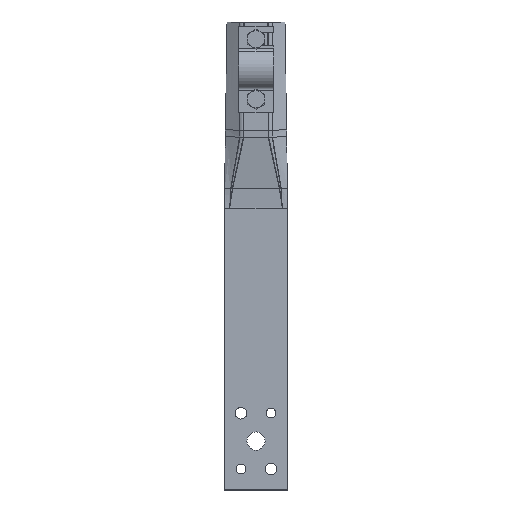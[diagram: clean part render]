
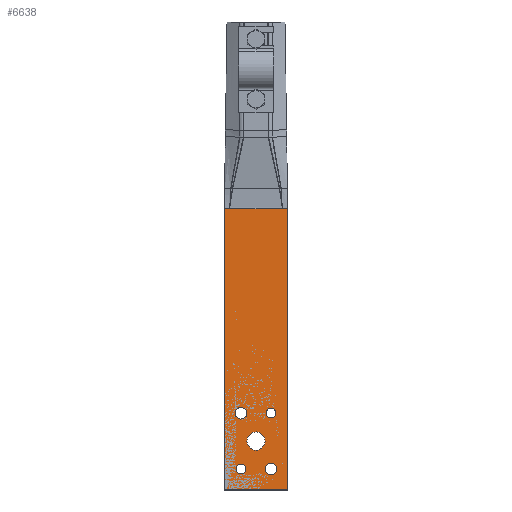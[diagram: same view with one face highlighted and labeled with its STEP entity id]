
A CAD part, top view. The second image highlights one B-rep face of the part: STEP entity #6638.
In plain terms, the highlighted face is planar.
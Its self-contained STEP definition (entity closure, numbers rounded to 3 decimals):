
#1 = DIRECTION ( 'NONE',  ( 0., 1., 0. ) ) ;
#55 = AXIS2_PLACEMENT_3D ( 'NONE', #12568, #3163, #5004 ) ;
#140 = VERTEX_POINT ( 'NONE', #3604 ) ;
#310 = EDGE_CURVE ( 'NONE', #9960, #9089, #7035, .T. ) ;
#312 = EDGE_LOOP ( 'NONE', ( #2123, #11507 ) ) ;
#448 = AXIS2_PLACEMENT_3D ( 'NONE', #13370, #1, #4157 ) ;
#453 = ORIENTED_EDGE ( 'NONE', *, *, #11711, .F. ) ;
#457 = EDGE_CURVE ( 'NONE', #2164, #140, #2209, .T. ) ;
#788 = DIRECTION ( 'NONE',  ( 0., 0., 1. ) ) ;
#827 = VERTEX_POINT ( 'NONE', #4654 ) ;
#912 = VERTEX_POINT ( 'NONE', #3017 ) ;
#1129 = LINE ( 'NONE', #3320, #4479 ) ;
#1145 = DIRECTION ( 'NONE',  ( 0., 0., 1. ) ) ;
#1309 = VERTEX_POINT ( 'NONE', #1433 ) ;
#1345 = EDGE_CURVE ( 'NONE', #827, #1309, #10955, .T. ) ;
#1433 = CARTESIAN_POINT ( 'NONE',  ( 35.8, 2., -4.25 ) ) ;
#1530 = ORIENTED_EDGE ( 'NONE', *, *, #5111, .T. ) ;
#1538 = FACE_BOUND ( 'NONE', #9264, .T. ) ;
#1875 = DIRECTION ( 'NONE',  ( -1., 0., 0. ) ) ;
#2069 = CARTESIAN_POINT ( 'NONE',  ( 131., 2., 12.25 ) ) ;
#2123 = ORIENTED_EDGE ( 'NONE', *, *, #8203, .F. ) ;
#2164 = VERTEX_POINT ( 'NONE', #9823 ) ;
#2209 = CIRCLE ( 'NONE', #10100, 2.75 ) ;
#2252 = CARTESIAN_POINT ( 'NONE',  ( 0., 2., 14.75 ) ) ;
#2291 = AXIS2_PLACEMENT_3D ( 'NONE', #11207, #13337, #7786 ) ;
#2469 = LINE ( 'NONE', #12832, #11784 ) ;
#2838 = FACE_OUTER_BOUND ( 'NONE', #11115, .T. ) ;
#2865 = ORIENTED_EDGE ( 'NONE', *, *, #9055, .F. ) ;
#2956 = ORIENTED_EDGE ( 'NONE', *, *, #9956, .F. ) ;
#3004 = CARTESIAN_POINT ( 'NONE',  ( 22.8, 2., 0. ) ) ;
#3017 = CARTESIAN_POINT ( 'NONE',  ( 9.8, 2., -4.75 ) ) ;
#3081 = EDGE_CURVE ( 'NONE', #5239, #7877, #6945, .T. ) ;
#3163 = DIRECTION ( 'NONE',  ( 0., 1., 0. ) ) ;
#3203 = CARTESIAN_POINT ( 'NONE',  ( 131., 2., -12.25 ) ) ;
#3320 = CARTESIAN_POINT ( 'NONE',  ( 0., 2., 14.75 ) ) ;
#3446 = CARTESIAN_POINT ( 'NONE',  ( 131., 2., -14.75 ) ) ;
#3564 = CARTESIAN_POINT ( 'NONE',  ( 22.8, 2., -4.25 ) ) ;
#3596 = DIRECTION ( 'NONE',  ( 0., 1., 0. ) ) ;
#3604 = CARTESIAN_POINT ( 'NONE',  ( 9.8, 2., 4.25 ) ) ;
#4130 = CARTESIAN_POINT ( 'NONE',  ( 35.8, 2., 7. ) ) ;
#4157 = DIRECTION ( 'NONE',  ( 0., 0., 1. ) ) ;
#4463 = DIRECTION ( 'NONE',  ( 0., 0., 1. ) ) ;
#4479 = VECTOR ( 'NONE', #7716, 1000. ) ;
#4564 = EDGE_LOOP ( 'NONE', ( #453, #9897 ) ) ;
#4573 = CARTESIAN_POINT ( 'NONE',  ( 22.8, 2., 0. ) ) ;
#4590 = ORIENTED_EDGE ( 'NONE', *, *, #6583, .T. ) ;
#4654 = CARTESIAN_POINT ( 'NONE',  ( 35.8, 2., -9.75 ) ) ;
#4739 = LINE ( 'NONE', #10928, #13042 ) ;
#4805 = FACE_BOUND ( 'NONE', #4564, .T. ) ;
#4901 = CIRCLE ( 'NONE', #12597, 2.25 ) ;
#4945 = FACE_BOUND ( 'NONE', #312, .T. ) ;
#4978 = ORIENTED_EDGE ( 'NONE', *, *, #310, .F. ) ;
#5004 = DIRECTION ( 'NONE',  ( 0., 0., 1. ) ) ;
#5006 = AXIS2_PLACEMENT_3D ( 'NONE', #10439, #12505, #12575 ) ;
#5063 = VERTEX_POINT ( 'NONE', #2252 ) ;
#5111 = EDGE_CURVE ( 'NONE', #5569, #10806, #2469, .T. ) ;
#5179 = AXIS2_PLACEMENT_3D ( 'NONE', #4573, #7678, #11860 ) ;
#5239 = VERTEX_POINT ( 'NONE', #3564 ) ;
#5543 = ORIENTED_EDGE ( 'NONE', *, *, #11694, .T. ) ;
#5569 = VERTEX_POINT ( 'NONE', #9792 ) ;
#5584 = ORIENTED_EDGE ( 'NONE', *, *, #8933, .T. ) ;
#5671 = VECTOR ( 'NONE', #9509, 1000. ) ;
#5724 = CIRCLE ( 'NONE', #12747, 2.25 ) ;
#5765 = VERTEX_POINT ( 'NONE', #2069 ) ;
#5939 = ORIENTED_EDGE ( 'NONE', *, *, #9482, .T. ) ;
#6030 = EDGE_CURVE ( 'NONE', #11639, #912, #5724, .T. ) ;
#6077 = DIRECTION ( 'NONE',  ( 0., 0., 1. ) ) ;
#6237 = VECTOR ( 'NONE', #8152, 1000. ) ;
#6583 = EDGE_CURVE ( 'NONE', #5063, #6886, #4739, .T. ) ;
#6638 = ADVANCED_FACE ( 'NONE', ( #4805, #1538, #4945, #11133, #10102, #2838 ), #7011, .F. ) ;
#6730 = DIRECTION ( 'NONE',  ( 0., 0., 1. ) ) ;
#6763 = CARTESIAN_POINT ( 'NONE',  ( 22.8, 2., 4.25 ) ) ;
#6831 = VECTOR ( 'NONE', #1875, 1000. ) ;
#6886 = VERTEX_POINT ( 'NONE', #8470 ) ;
#6945 = CIRCLE ( 'NONE', #5179, 4.25 ) ;
#6955 = LINE ( 'NONE', #10247, #6831 ) ;
#7011 = PLANE ( 'NONE',  #2291 ) ;
#7035 = CIRCLE ( 'NONE', #12306, 2.25 ) ;
#7042 = CARTESIAN_POINT ( 'NONE',  ( 131., 2., 14.75 ) ) ;
#7315 = DIRECTION ( 'NONE',  ( 0., 1., 0. ) ) ;
#7344 = CARTESIAN_POINT ( 'NONE',  ( 35.8, 2., 9.25 ) ) ;
#7425 = CIRCLE ( 'NONE', #5006, 2.25 ) ;
#7678 = DIRECTION ( 'NONE',  ( 0., 1., 0. ) ) ;
#7716 = DIRECTION ( 'NONE',  ( 0., 0., 1. ) ) ;
#7786 = DIRECTION ( 'NONE',  ( 0., 0., -1. ) ) ;
#7788 = CARTESIAN_POINT ( 'NONE',  ( 35.8, 2., 4.75 ) ) ;
#7874 = CARTESIAN_POINT ( 'NONE',  ( 0., 2., -14.75 ) ) ;
#7877 = VERTEX_POINT ( 'NONE', #6763 ) ;
#7878 = CARTESIAN_POINT ( 'NONE',  ( 9.8, 2., -9.25 ) ) ;
#7881 = VERTEX_POINT ( 'NONE', #7874 ) ;
#8057 = DIRECTION ( 'NONE',  ( 1., 0., 0. ) ) ;
#8152 = DIRECTION ( 'NONE',  ( 0., 0., -1. ) ) ;
#8203 = EDGE_CURVE ( 'NONE', #912, #11639, #4901, .T. ) ;
#8408 = LINE ( 'NONE', #7042, #6237 ) ;
#8470 = CARTESIAN_POINT ( 'NONE',  ( 131., 2., 14.75 ) ) ;
#8933 = EDGE_CURVE ( 'NONE', #7881, #5063, #1129, .T. ) ;
#9055 = EDGE_CURVE ( 'NONE', #1309, #827, #9096, .T. ) ;
#9089 = VERTEX_POINT ( 'NONE', #7788 ) ;
#9096 = CIRCLE ( 'NONE', #12606, 2.75 ) ;
#9264 = EDGE_LOOP ( 'NONE', ( #4978, #11813 ) ) ;
#9327 = CIRCLE ( 'NONE', #10626, 4.25 ) ;
#9444 = LINE ( 'NONE', #3203, #5671 ) ;
#9482 = EDGE_CURVE ( 'NONE', #10806, #7881, #6955, .T. ) ;
#9509 = DIRECTION ( 'NONE',  ( 0., 0., 1. ) ) ;
#9564 = DIRECTION ( 'NONE',  ( 0., 1., 0. ) ) ;
#9593 = EDGE_LOOP ( 'NONE', ( #10819, #2956 ) ) ;
#9666 = ORIENTED_EDGE ( 'NONE', *, *, #12988, .F. ) ;
#9792 = CARTESIAN_POINT ( 'NONE',  ( 131., 2., -12.25 ) ) ;
#9823 = CARTESIAN_POINT ( 'NONE',  ( 9.8, 2., 9.75 ) ) ;
#9897 = ORIENTED_EDGE ( 'NONE', *, *, #3081, .F. ) ;
#9909 = DIRECTION ( 'NONE',  ( 0., 0., 1. ) ) ;
#9956 = EDGE_CURVE ( 'NONE', #140, #2164, #11870, .T. ) ;
#9960 = VERTEX_POINT ( 'NONE', #7344 ) ;
#10100 = AXIS2_PLACEMENT_3D ( 'NONE', #12586, #9564, #4463 ) ;
#10102 = FACE_BOUND ( 'NONE', #10944, .T. ) ;
#10176 = DIRECTION ( 'NONE',  ( 0., 1., 0. ) ) ;
#10247 = CARTESIAN_POINT ( 'NONE',  ( 0., 2., -14.75 ) ) ;
#10439 = CARTESIAN_POINT ( 'NONE',  ( 35.8, 2., 7. ) ) ;
#10626 = AXIS2_PLACEMENT_3D ( 'NONE', #3004, #12336, #6077 ) ;
#10683 = DIRECTION ( 'NONE',  ( 0., 0., -1. ) ) ;
#10806 = VERTEX_POINT ( 'NONE', #3446 ) ;
#10819 = ORIENTED_EDGE ( 'NONE', *, *, #457, .F. ) ;
#10928 = CARTESIAN_POINT ( 'NONE',  ( 0., 2., 14.75 ) ) ;
#10944 = EDGE_LOOP ( 'NONE', ( #2865, #10956 ) ) ;
#10955 = CIRCLE ( 'NONE', #448, 2.75 ) ;
#10956 = ORIENTED_EDGE ( 'NONE', *, *, #1345, .F. ) ;
#10988 = CARTESIAN_POINT ( 'NONE',  ( 9.8, 2., -7. ) ) ;
#11115 = EDGE_LOOP ( 'NONE', ( #5543, #9666, #1530, #5939, #5584, #4590 ) ) ;
#11133 = FACE_BOUND ( 'NONE', #9593, .T. ) ;
#11207 = CARTESIAN_POINT ( 'NONE',  ( 0., 2., 0. ) ) ;
#11507 = ORIENTED_EDGE ( 'NONE', *, *, #6030, .F. ) ;
#11639 = VERTEX_POINT ( 'NONE', #7878 ) ;
#11694 = EDGE_CURVE ( 'NONE', #6886, #5765, #8408, .T. ) ;
#11711 = EDGE_CURVE ( 'NONE', #7877, #5239, #9327, .T. ) ;
#11784 = VECTOR ( 'NONE', #10683, 1000. ) ;
#11813 = ORIENTED_EDGE ( 'NONE', *, *, #13553, .F. ) ;
#11860 = DIRECTION ( 'NONE',  ( 0., 0., 1. ) ) ;
#11870 = CIRCLE ( 'NONE', #55, 2.75 ) ;
#12306 = AXIS2_PLACEMENT_3D ( 'NONE', #4130, #10176, #788 ) ;
#12336 = DIRECTION ( 'NONE',  ( 0., 1., 0. ) ) ;
#12505 = DIRECTION ( 'NONE',  ( 0., 1., 0. ) ) ;
#12542 = CARTESIAN_POINT ( 'NONE',  ( 9.8, 2., -7. ) ) ;
#12568 = CARTESIAN_POINT ( 'NONE',  ( 9.8, 2., 7. ) ) ;
#12575 = DIRECTION ( 'NONE',  ( 0., 0., 1. ) ) ;
#12586 = CARTESIAN_POINT ( 'NONE',  ( 9.8, 2., 7. ) ) ;
#12597 = AXIS2_PLACEMENT_3D ( 'NONE', #10988, #13058, #6730 ) ;
#12606 = AXIS2_PLACEMENT_3D ( 'NONE', #12864, #3596, #9909 ) ;
#12747 = AXIS2_PLACEMENT_3D ( 'NONE', #12542, #7315, #1145 ) ;
#12832 = CARTESIAN_POINT ( 'NONE',  ( 131., 2., 14.75 ) ) ;
#12864 = CARTESIAN_POINT ( 'NONE',  ( 35.8, 2., -7. ) ) ;
#12988 = EDGE_CURVE ( 'NONE', #5569, #5765, #9444, .T. ) ;
#13042 = VECTOR ( 'NONE', #8057, 1000. ) ;
#13058 = DIRECTION ( 'NONE',  ( 0., 1., 0. ) ) ;
#13337 = DIRECTION ( 'NONE',  ( 0., -1., 0. ) ) ;
#13370 = CARTESIAN_POINT ( 'NONE',  ( 35.8, 2., -7. ) ) ;
#13553 = EDGE_CURVE ( 'NONE', #9089, #9960, #7425, .T. ) ;
